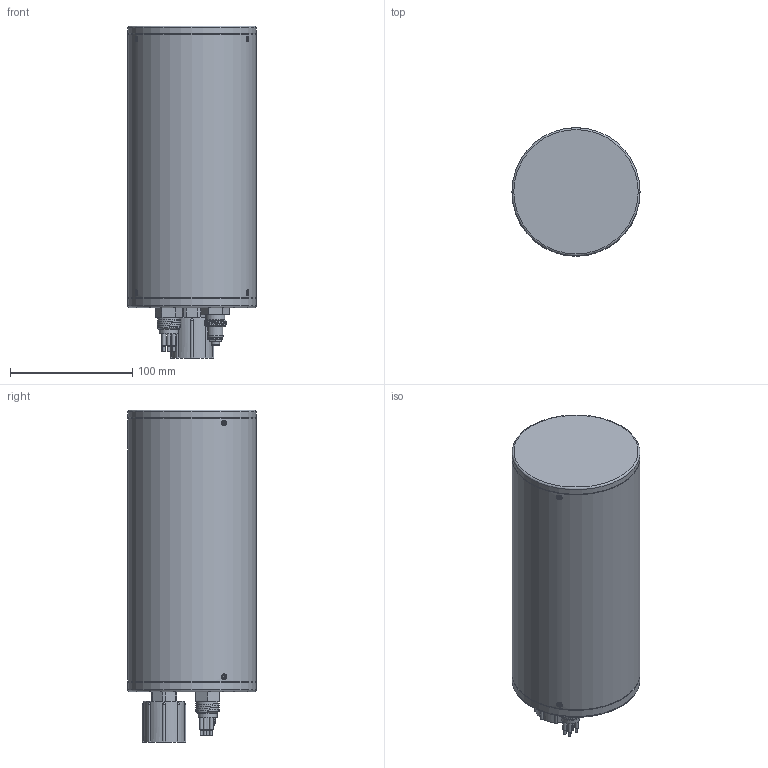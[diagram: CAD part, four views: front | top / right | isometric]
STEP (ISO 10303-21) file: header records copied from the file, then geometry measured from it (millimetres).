
FILE_DESCRIPTION(/* description */ (''),/* implementation_level */ '2;1');
FILE_NAME(/* name */ 'AR201C_EagleRay_FOConverter.stp',/* time_stamp */ '2022-10-05T22:19:24-04:00',/* author */ ('lfrey'),/* organization */ (''),/* preprocessor_version */ 'ST-DEVELOPER v19',/* originating_system */ 'Autodesk Inventor 2023',/* authorisation */ '');
FILE_SCHEMA (('AUTOMOTIVE_DESIGN { 1 0 10303 214 3 1 1 }'));
Products named in the file (1): AR201_EagleRay_FOConverter
Bounding box: 104.78 x 104.78 x 271.39 mm (x, y, z)
Volume: 736954.8 mm3; surface area: 204370 mm2
Topology: 6 solids, 13 shells, 1074 faces, 2835 edges, 1826 vertices
Faces by surface type: plane 377, cylinder 300, bspline 168, cone 126, torus 83, sphere 20
Full cylindrical faces by diameter (mm): 0.2 x1, 1.27 x1, 1.7 x6, 1.778 x3, 2 x7, 2.057 x6, 2.5 x1, 2.642 x6, 2.743 x6, 3 x6, 3.134 x42, 3.175 x6, 3.302 x28, 6.045 x1, 6.452 x1, 6.782 x1, 6.95 x1, 7.62 x1, 8.255 x2, 8.915 x1, 9.5 x1, 9.728 x14, 10 x2, 10.142 x1, 10.312 x4, 10.922 x1, 11.1 x7, 11.328 x14, 12.5 x3, 12.65 x1
Entity records: 61834 total; most frequent: CARTESIAN_POINT 35762, ORIENTED_EDGE 5640, DIRECTION 4551, EDGE_CURVE 2820, VERTEX_POINT 1828, AXIS2_PLACEMENT_3D 1709, EDGE_LOOP 1222, LINE 1133
